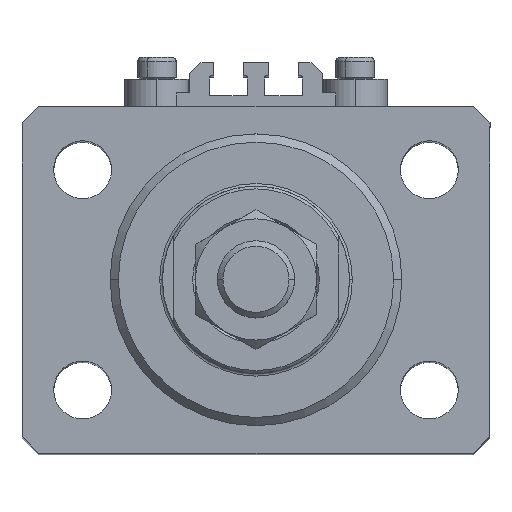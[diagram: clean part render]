
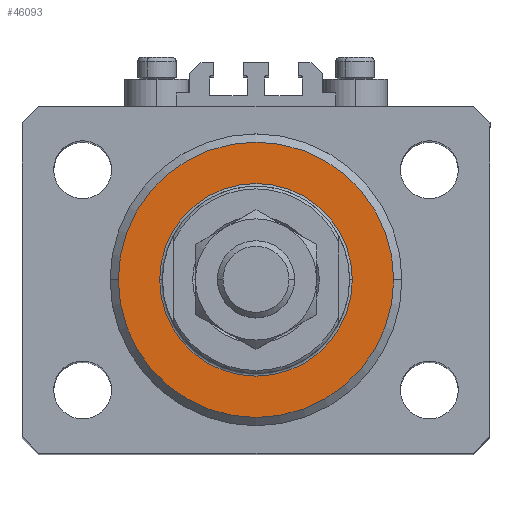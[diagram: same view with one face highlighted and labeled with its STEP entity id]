
A CAD part, top view. The second image highlights one B-rep face of the part: STEP entity #46093.
In plain terms, the highlighted face is planar.
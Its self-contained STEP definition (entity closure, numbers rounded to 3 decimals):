
#3349 = EDGE_CURVE ( 'NONE', #33225, #39412, #8189, .T. ) ;
#4232 = AXIS2_PLACEMENT_3D ( 'NONE', #37479, #22419, #32547 ) ;
#8189 = CIRCLE ( 'NONE', #4232, 25. ) ;
#8897 = EDGE_CURVE ( 'NONE', #39412, #33225, #33526, .T. ) ;
#11531 = AXIS2_PLACEMENT_3D ( 'NONE', #32694, #29010, #18111 ) ;
#11949 = DIRECTION ( 'NONE',  ( 1., 0., 0. ) ) ;
#13506 = AXIS2_PLACEMENT_3D ( 'NONE', #21266, #28437, #11949 ) ;
#13593 = FACE_BOUND ( 'NONE', #37373, .T. ) ;
#15315 = VERTEX_POINT ( 'NONE', #35294 ) ;
#16257 = CARTESIAN_POINT ( 'NONE',  ( -25., 0., 0. ) ) ;
#18111 = DIRECTION ( 'NONE',  ( 1., 0., 0. ) ) ;
#19718 = CARTESIAN_POINT ( 'NONE',  ( 0., 0., 0. ) ) ;
#20563 = EDGE_CURVE ( 'NONE', #15315, #23259, #33297, .T. ) ;
#21266 = CARTESIAN_POINT ( 'NONE',  ( 0., 0., 0. ) ) ;
#22419 = DIRECTION ( 'NONE',  ( 0., 0., -1. ) ) ;
#23259 = VERTEX_POINT ( 'NONE', #46765 ) ;
#23665 = DIRECTION ( 'NONE',  ( 0., 0., 1. ) ) ;
#23851 = ORIENTED_EDGE ( 'NONE', *, *, #20563, .T. ) ;
#24040 = ORIENTED_EDGE ( 'NONE', *, *, #26992, .T. ) ;
#25962 = EDGE_LOOP ( 'NONE', ( #26806, #31227 ) ) ;
#26806 = ORIENTED_EDGE ( 'NONE', *, *, #3349, .T. ) ;
#26877 = CARTESIAN_POINT ( 'NONE',  ( 25., 0., 0. ) ) ;
#26992 = EDGE_CURVE ( 'NONE', #23259, #15315, #44549, .T. ) ;
#27390 = DIRECTION ( 'NONE',  ( 1., 0., 0. ) ) ;
#28437 = DIRECTION ( 'NONE',  ( 0., 0., 1. ) ) ;
#29010 = DIRECTION ( 'NONE',  ( 0., 0., -1. ) ) ;
#31227 = ORIENTED_EDGE ( 'NONE', *, *, #8897, .T. ) ;
#32131 = PLANE ( 'NONE',  #13506 ) ;
#32369 = FACE_OUTER_BOUND ( 'NONE', #25962, .T. ) ;
#32547 = DIRECTION ( 'NONE',  ( 1., 0., 0. ) ) ;
#32694 = CARTESIAN_POINT ( 'NONE',  ( 0., 0., 0. ) ) ;
#33225 = VERTEX_POINT ( 'NONE', #26877 ) ;
#33297 = CIRCLE ( 'NONE', #38860, 17.5 ) ;
#33526 = CIRCLE ( 'NONE', #11531, 25. ) ;
#33645 = CARTESIAN_POINT ( 'NONE',  ( 0., 0., 0. ) ) ;
#35294 = CARTESIAN_POINT ( 'NONE',  ( 17.5, 0., 0. ) ) ;
#37373 = EDGE_LOOP ( 'NONE', ( #23851, #24040 ) ) ;
#37479 = CARTESIAN_POINT ( 'NONE',  ( 0., 0., 0. ) ) ;
#38092 = DIRECTION ( 'NONE',  ( 1., 0., 0. ) ) ;
#38860 = AXIS2_PLACEMENT_3D ( 'NONE', #33645, #48752, #38092 ) ;
#39412 = VERTEX_POINT ( 'NONE', #16257 ) ;
#44549 = CIRCLE ( 'NONE', #48510, 17.5 ) ;
#46093 = ADVANCED_FACE ( 'NONE', ( #13593, #32369 ), #32131, .F. ) ;
#46765 = CARTESIAN_POINT ( 'NONE',  ( -17.5, 0., 0. ) ) ;
#48510 = AXIS2_PLACEMENT_3D ( 'NONE', #19718, #23665, #27390 ) ;
#48752 = DIRECTION ( 'NONE',  ( 0., 0., 1. ) ) ;
